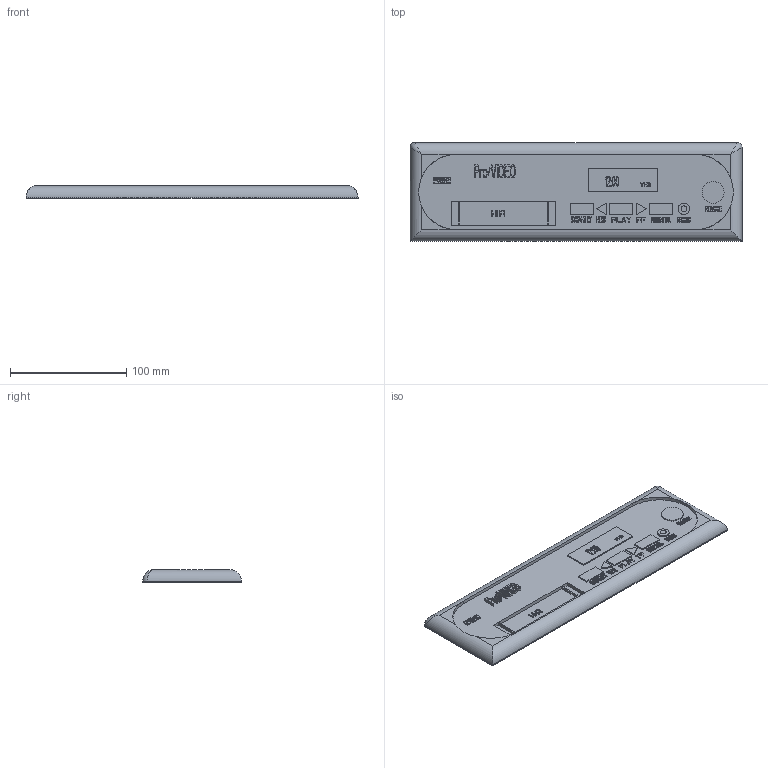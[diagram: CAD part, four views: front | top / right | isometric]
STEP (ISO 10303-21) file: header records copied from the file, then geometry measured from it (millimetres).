
FILE_DESCRIPTION(('produced by SPATIAL CORP'),'2;1');
FILE_NAME( 'front.prt.hh.sat.stp' ,'2002-04-19T13:56:58+00:00',('SPATIAL CORP'),('SPATIAL CORP'), 'ACIS STEP Husk','http://www.spatial.com','SPATIAL CORP');
FILE_SCHEMA(('CONFIG_CONTROL_DESIGN'));
Length unit declared in the file: millimetre
Products named in the file (1): PRODUCT_ID_1
Bounding box: 286 x 85 x 11 mm (x, y, z)
Volume: 198904.8 mm3; surface area: 57824.8 mm2
Topology: 1 solids, 1 shells, 1567 faces, 4370 edges, 2908 vertices
Faces by surface type: plane 1549, cylinder 16, bspline 2
Entity records: 51357 total; most frequent: CARTESIAN_POINT 10987, ORIENTED_EDGE 8736, DIRECTION 7504, EDGE_CURVE 4368, VECTOR 4334, LINE 4334, VERTEX_POINT 2908, EDGE_LOOP 1672
